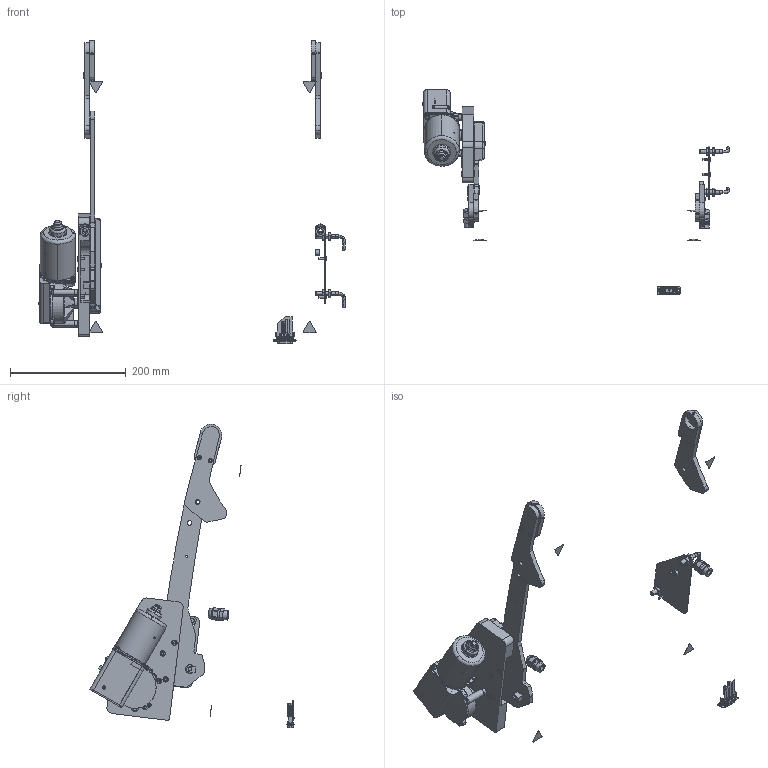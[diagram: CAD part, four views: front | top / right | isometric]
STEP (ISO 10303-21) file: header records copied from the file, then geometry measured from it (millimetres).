
FILE_DESCRIPTION (( 'STEP AP203' ), '1' );
FILE_NAME ('INGUN_113401.STEP', '2023-05-24T13:17:54', ( '' ), ( '' ), 'SwSTEP 2.0', 'SolidWorks 2021', '' );
FILE_SCHEMA (( 'CONFIG_CONTROL_DESIGN' ));
Length unit declared in the file: millimetre
Products named in the file (32): 113415~2_fertig mit Kerbverzahnung<S>; 112697~5_S; 112310~2_S; DIN912~n_M06,0x025; 112153~1_S; 114005~1_S; 114067~0_S; 113998~0; 113791~1_S; 114285~0_M03,0x025; 113890~4_S; 113540~0_KUNDE<S>; 113884~0_S; DIN914~n_M04,0x05; 3283~0; 114016~0_KUNDE<S>; 112148~7_S; ISO7380~n_M04,0x016; INGUN_113401; 113379~2_S; 113365~0; 113380~2_S; 114017~0_KUNDE<S>; ISO7380~n_M04,0x012; 35334~0_S; 114015~0_KUNDE<S>; 29795~0; ISO7380~n_M04,0x008; 112735~0_S; 43643~0; DIN7991~n_M04,0x012; 112129~4_KUNDE<S>
Assembly tree (53 placements, depth 4):
  INGUN_113401
    114005~1_S
      112697~5_S
      112153~1_S
      113890~4_S
      114067~0_S
        113415~2_fertig mit Kerbverzahnung<S>
      112735~0_S
      29795~0
      3283~0
      DIN912~n_M06,0x025  x3
      ISO7380~n_M04,0x008
      114285~0_M03,0x025
      DIN7991~n_M04,0x012  x4
    114015~0_KUNDE<S>
      112129~4_KUNDE<S>
      112148~7_S
      ISO7380~n_M04,0x012
    114016~0_KUNDE<S>
      113540~0_KUNDE<S>
      113379~2_S
      DIN914~n_M04,0x05  x3
      ISO7380~n_M04,0x016  x2
    114017~0_KUNDE<S>
      113540~0_KUNDE<S>
      113379~2_S
      DIN914~n_M04,0x05  x3
      ISO7380~n_M04,0x016  x2
    112310~2_S
    113791~1_S
    113884~0_S
    113380~2_S
    113365~0  x2
    113998~0
    43643~0  x2
    35334~0_S  x4
    ISO7380~n_M04,0x012  x2
Bounding box: 531.07 x 354.04 x 525.76 mm (x, y, z)
Volume: 738144.5 mm3; surface area: 327189.1 mm2
Topology: 46 solids, 72 shells, 3998 faces, 10516 edges, 6875 vertices
Faces by surface type: cylinder 1831, plane 1666, bspline 223, cone 205, torus 73
Entity records: 130630 total; most frequent: CARTESIAN_POINT 39819, DIRECTION 18490, ORIENTED_EDGE 18118, EDGE_CURVE 9092, AXIS2_PLACEMENT_3D 6737, VERTEX_POINT 5983, VECTOR 5016, LINE 5016
